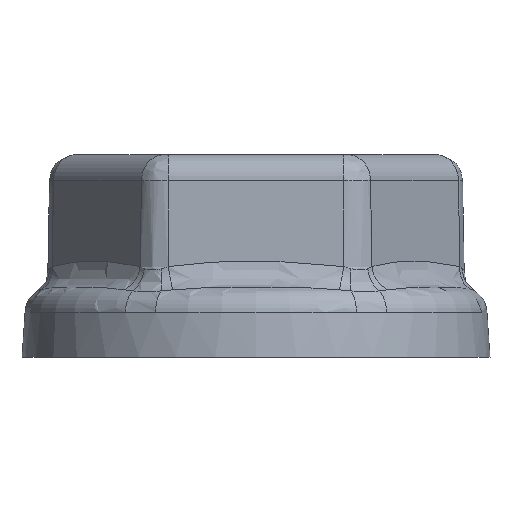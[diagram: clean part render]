
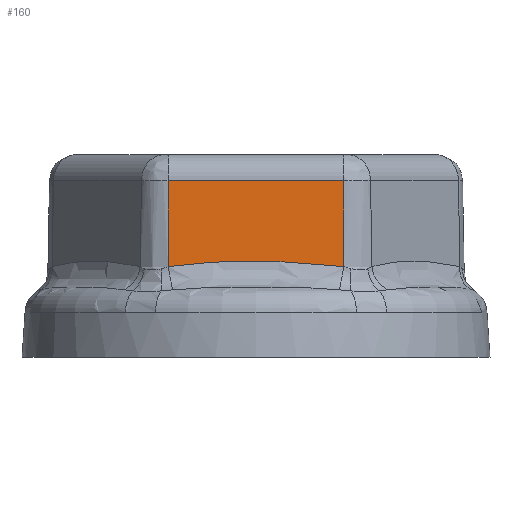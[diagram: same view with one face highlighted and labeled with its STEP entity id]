
A CAD part, left-side view. The second image highlights one B-rep face of the part: STEP entity #160.
In plain terms, the highlighted planar face has unit normal (-1, 0, 0.018).
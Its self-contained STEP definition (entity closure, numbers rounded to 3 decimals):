
#160 = ADVANCED_FACE( '', ( #356 ), #357, .T. );
#356 = FACE_OUTER_BOUND( '', #3783, .T. );
#357 = PLANE( '', #3784 );
#3783 = EDGE_LOOP( '', ( #5126, #5127, #5128, #5129 ) );
#3784 = AXIS2_PLACEMENT_3D( '', #5130, #5131, #5132 );
#5126 = ORIENTED_EDGE( '', *, *, #5381, .T. );
#5127 = ORIENTED_EDGE( '', *, *, #5487, .T. );
#5128 = ORIENTED_EDGE( '', *, *, #5260, .F. );
#5129 = ORIENTED_EDGE( '', *, *, #5492, .T. );
#5130 = CARTESIAN_POINT( '', ( -14., -6.64, 3.3 ) );
#5131 = DIRECTION( '', ( -1., 0., 0.017 ) );
#5132 = DIRECTION( '', ( 0.017, 0., 1. ) );
#5260 = EDGE_CURVE( '', #5511, #5513, #5514, .T. );
#5381 = EDGE_CURVE( '', #5711, #5709, #5712, .T. );
#5487 = EDGE_CURVE( '', #5709, #5513, #5880, .T. );
#5492 = EDGE_CURVE( '', #5511, #5711, #5886, .T. );
#5511 = VERTEX_POINT( '', #5945 );
#5513 = VERTEX_POINT( '', #5985 );
#5514 = LINE( '', #5986, #5987 );
#5709 = VERTEX_POINT( '', #6581 );
#5711 = VERTEX_POINT( '', #6596 );
#5712 = LINE( '', #6597, #6598 );
#5880 = B_SPLINE_CURVE_WITH_KNOTS( '', 3, ( #7737, #7738, #7739, #7740, #7741, #7742, #7743, #7744, #7745, #7746, #7747, #7748, #7749, #7750, #7751, #7752, #7753, #7754, #7755, #7756, #7757, #7758, #7759, #7760, #7761, #7762, #7763, #7764, #7765, #7766, #7767, #7768 ), .UNSPECIFIED., .F., .F., ( 4, 1, 1, 1, 2, 2, 2, 1, 1, 1, 1, 2, 2, 2, 1, 1, 2, 2, 1, 1, 1, 4 ), ( 0., 0., 0.001, 0.001, 0.002, 0.002, 0.003, 0.004, 0.005, 0.006, 0.007, 0.007, 0.008, 0.008, 0.009, 0.01, 0.011, 0.012, 0.012, 0.012, 0.013, 0.013 ), .UNSPECIFIED. );
#5886 = LINE( '', #7848, #7849 );
#5945 = CARTESIAN_POINT( '', ( -13.825, -6.64, 13.335 ) );
#5985 = CARTESIAN_POINT( '', ( -13.938, -6.64, 6.853 ) );
#5986 = CARTESIAN_POINT( '', ( -14., -6.64, 3.3 ) );
#5987 = VECTOR( '', #7864, 1000. );
#6581 = CARTESIAN_POINT( '', ( -13.938, 6.64, 6.853 ) );
#6596 = CARTESIAN_POINT( '', ( -13.825, 6.64, 13.335 ) );
#6597 = CARTESIAN_POINT( '', ( -14., 6.64, 3.3 ) );
#6598 = VECTOR( '', #8107, 1000. );
#7737 = CARTESIAN_POINT( '', ( -13.938, 6.64, 6.853 ) );
#7738 = CARTESIAN_POINT( '', ( -13.938, 6.502, 6.879 ) );
#7739 = CARTESIAN_POINT( '', ( -13.937, 6.227, 6.928 ) );
#7740 = CARTESIAN_POINT( '', ( -13.936, 5.814, 6.989 ) );
#7741 = CARTESIAN_POINT( '', ( -13.935, 5.4, 7.04 ) );
#7742 = CARTESIAN_POINT( '', ( -13.934, 5.124, 7.068 ) );
#7743 = CARTESIAN_POINT( '', ( -13.934, 4.709, 7.107 ) );
#7744 = CARTESIAN_POINT( '', ( -13.933, 4.433, 7.129 ) );
#7745 = CARTESIAN_POINT( '', ( -13.933, 3.88, 7.164 ) );
#7746 = CARTESIAN_POINT( '', ( -13.932, 3.603, 7.177 ) );
#7747 = CARTESIAN_POINT( '', ( -13.932, 3.049, 7.2 ) );
#7748 = CARTESIAN_POINT( '', ( -13.932, 2.495, 7.217 ) );
#7749 = CARTESIAN_POINT( '', ( -13.931, 1.663, 7.232 ) );
#7750 = CARTESIAN_POINT( '', ( -13.931, 0.831, 7.24 ) );
#7751 = CARTESIAN_POINT( '', ( -13.931, -0.001, 7.242 ) );
#7752 = CARTESIAN_POINT( '', ( -13.931, -0.556, 7.241 ) );
#7753 = CARTESIAN_POINT( '', ( -13.931, -0.972, 7.238 ) );
#7754 = CARTESIAN_POINT( '', ( -13.931, -1.111, 7.237 ) );
#7755 = CARTESIAN_POINT( '', ( -13.931, -1.389, 7.235 ) );
#7756 = CARTESIAN_POINT( '', ( -13.931, -1.527, 7.233 ) );
#7757 = CARTESIAN_POINT( '', ( -13.931, -1.944, 7.227 ) );
#7758 = CARTESIAN_POINT( '', ( -13.932, -2.499, 7.217 ) );
#7759 = CARTESIAN_POINT( '', ( -13.932, -3.33, 7.191 ) );
#7760 = CARTESIAN_POINT( '', ( -13.933, -3.884, 7.163 ) );
#7761 = CARTESIAN_POINT( '', ( -13.933, -4.437, 7.128 ) );
#7762 = CARTESIAN_POINT( '', ( -13.934, -4.713, 7.107 ) );
#7763 = CARTESIAN_POINT( '', ( -13.934, -5.127, 7.068 ) );
#7764 = CARTESIAN_POINT( '', ( -13.935, -5.403, 7.04 ) );
#7765 = CARTESIAN_POINT( '', ( -13.936, -5.816, 6.988 ) );
#7766 = CARTESIAN_POINT( '', ( -13.937, -6.228, 6.927 ) );
#7767 = CARTESIAN_POINT( '', ( -13.938, -6.503, 6.879 ) );
#7768 = CARTESIAN_POINT( '', ( -13.938, -6.64, 6.853 ) );
#7848 = CARTESIAN_POINT( '', ( -13.825, -6.64, 13.335 ) );
#7849 = VECTOR( '', #8253, 1000. );
#7864 = DIRECTION( '', ( -0.017, 0., -1. ) );
#8107 = DIRECTION( '', ( -0.017, 0., -1. ) );
#8253 = DIRECTION( '', ( 0., 1., 0. ) );
